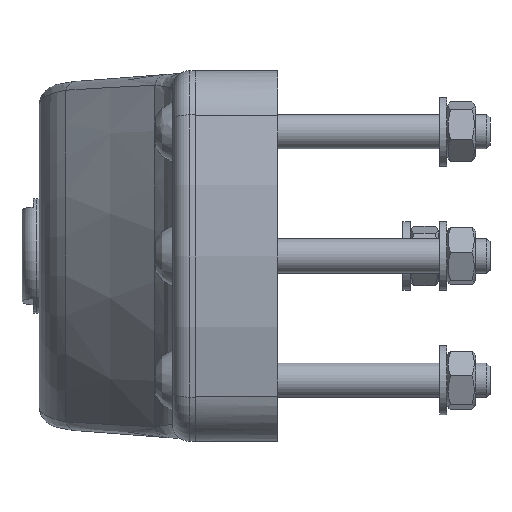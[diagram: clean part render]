
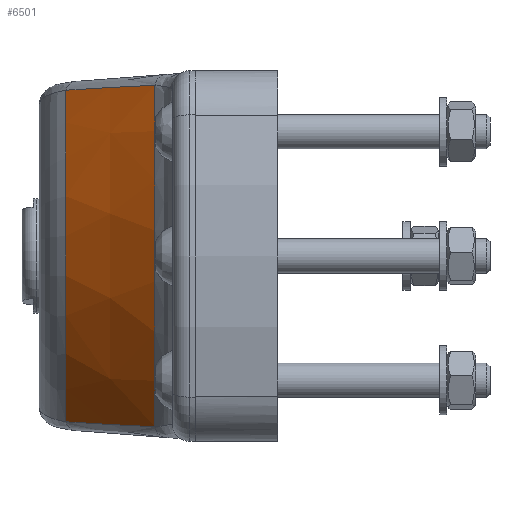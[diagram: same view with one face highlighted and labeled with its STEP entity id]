
A CAD part, left-side view. The second image highlights one B-rep face of the part: STEP entity #6501.
In plain terms, the highlighted conical face has half-angle 43.76 degrees and reference radius 101.296 mm.
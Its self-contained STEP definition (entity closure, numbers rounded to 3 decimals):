
#282=CONICAL_SURFACE('',#7327,101.296,0.764);
#786=FACE_OUTER_BOUND('',#1317,.T.);
#1317=EDGE_LOOP('',(#5314,#5315,#5316,#5317));
#1540=B_SPLINE_CURVE_WITH_KNOTS('',3,(#11540,#11541,#11542,#11543),
 .UNSPECIFIED.,.F.,.F.,(4,4),(-4.66,0.),.UNSPECIFIED.);
#1543=B_SPLINE_CURVE_WITH_KNOTS('',3,(#11667,#11668,#11669,#11670),
 .UNSPECIFIED.,.F.,.F.,(4,4),(-4.66,0.),
 .UNSPECIFIED.);
#2457=CIRCLE('',#7328,117.19);
#2458=CIRCLE('',#7329,87.521);
#3027=VERTEX_POINT('',#11511);
#3028=VERTEX_POINT('',#11538);
#3035=VERTEX_POINT('',#11637);
#3036=VERTEX_POINT('',#11665);
#3812=EDGE_CURVE('',#3028,#3027,#1540,.T.);
#3828=EDGE_CURVE('',#3036,#3035,#1543,.T.);
#3847=EDGE_CURVE('',#3027,#3036,#2457,.T.);
#3848=EDGE_CURVE('',#3035,#3028,#2458,.T.);
#5314=ORIENTED_EDGE('',*,*,#3828,.F.);
#5315=ORIENTED_EDGE('',*,*,#3847,.F.);
#5316=ORIENTED_EDGE('',*,*,#3812,.F.);
#5317=ORIENTED_EDGE('',*,*,#3848,.F.);
#6501=ADVANCED_FACE('',(#786),#282,.T.);
#7327=AXIS2_PLACEMENT_3D('',#11796,#9098,#9099);
#7328=AXIS2_PLACEMENT_3D('',#11797,#9100,#9101);
#7329=AXIS2_PLACEMENT_3D('',#11798,#9102,#9103);
#9098=DIRECTION('center_axis',(0.,-1.,0.));
#9099=DIRECTION('ref_axis',(-0.127,0.,-0.992));
#9100=DIRECTION('center_axis',(0.,-1.,0.));
#9101=DIRECTION('ref_axis',(-1.,0.,0.));
#9102=DIRECTION('center_axis',(0.,1.,0.));
#9103=DIRECTION('ref_axis',(-0.127,0.,-0.992));
#11511=CARTESIAN_POINT('',(-90.761,42.767,59.416));
#11538=CARTESIAN_POINT('',(-55.559,73.749,57.699));
#11540=CARTESIAN_POINT('Ctrl Pts',(-55.559,73.749,57.699));
#11541=CARTESIAN_POINT('Ctrl Pts',(-67.661,63.763,58.401));
#11542=CARTESIAN_POINT('Ctrl Pts',(-79.286,53.331,58.972));
#11543=CARTESIAN_POINT('Ctrl Pts',(-90.761,42.767,59.416));
#11637=CARTESIAN_POINT('',(-55.559,73.749,-57.699));
#11665=CARTESIAN_POINT('',(-90.761,42.767,-59.416));
#11667=CARTESIAN_POINT('Ctrl Pts',(-90.761,42.767,-59.416));
#11668=CARTESIAN_POINT('Ctrl Pts',(-79.286,53.331,-58.972));
#11669=CARTESIAN_POINT('Ctrl Pts',(-67.661,63.763,-58.401));
#11670=CARTESIAN_POINT('Ctrl Pts',(-55.559,73.749,-57.699));
#11796=CARTESIAN_POINT('Origin',(10.25,59.365,0.));
#11797=CARTESIAN_POINT('Origin',(10.25,42.767,0.));
#11798=CARTESIAN_POINT('Origin',(10.25,73.749,0.));
